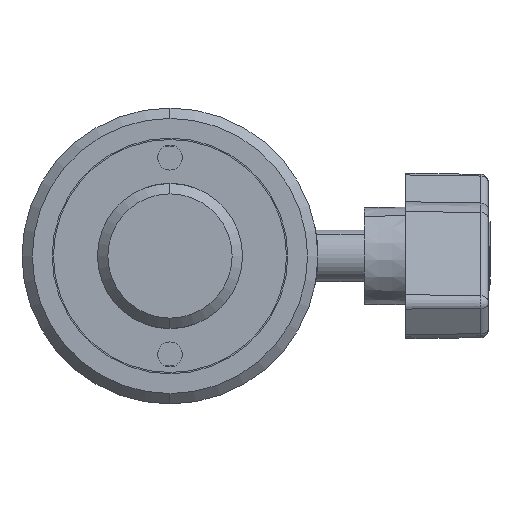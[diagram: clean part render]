
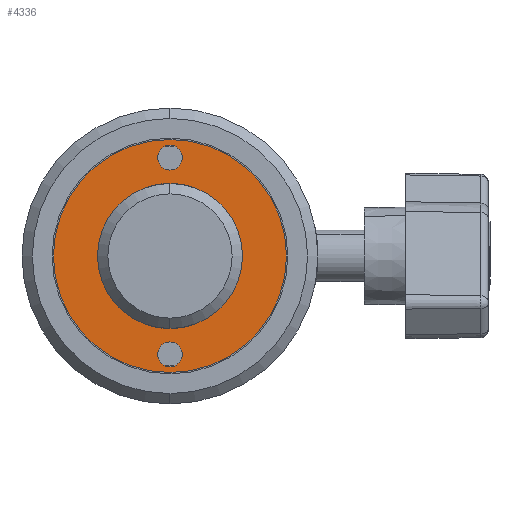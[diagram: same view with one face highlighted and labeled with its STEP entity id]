
A CAD part, front view. The second image highlights one B-rep face of the part: STEP entity #4336.
In plain terms, the highlighted planar face has unit normal (0, -1, 0).
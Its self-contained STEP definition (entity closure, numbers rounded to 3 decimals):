
#361 = ORIENTED_EDGE ( 'NONE', *, *, #8015, .T. ) ;
#766 = VERTEX_POINT ( 'NONE', #21154 ) ;
#1304 = FACE_OUTER_BOUND ( 'NONE', #9066, .T. ) ;
#1465 = AXIS2_PLACEMENT_3D ( 'NONE', #4617, #6199, #14634 ) ;
#1733 = VERTEX_POINT ( 'NONE', #1921 ) ;
#1778 = VERTEX_POINT ( 'NONE', #5089 ) ;
#1890 = CIRCLE ( 'NONE', #8344, 12.75 ) ;
#1921 = CARTESIAN_POINT ( 'NONE',  ( 0., 0., -22.5 ) ) ;
#2903 = DIRECTION ( 'NONE',  ( 0., 1., 0. ) ) ;
#3298 = AXIS2_PLACEMENT_3D ( 'NONE', #12830, #21337, #4643 ) ;
#4303 = CIRCLE ( 'NONE', #8315, 22.5 ) ;
#4336 = ADVANCED_FACE ( 'NONE', ( #5698, #8247, #1304, #16990 ), #6780, .T. ) ;
#4371 = CARTESIAN_POINT ( 'NONE',  ( 0., 0., 0. ) ) ;
#4416 = DIRECTION ( 'NONE',  ( 0., 0., 1. ) ) ;
#4559 = CARTESIAN_POINT ( 'NONE',  ( 0., 0., -12.75 ) ) ;
#4617 = CARTESIAN_POINT ( 'NONE',  ( 0., 0., 0. ) ) ;
#4643 = DIRECTION ( 'NONE',  ( 0., 0., 1. ) ) ;
#5075 = DIRECTION ( 'NONE',  ( 0., 0., -1. ) ) ;
#5089 = CARTESIAN_POINT ( 'NONE',  ( 0., 0., 12.75 ) ) ;
#5183 = CIRCLE ( 'NONE', #18232, 12.75 ) ;
#5194 = VERTEX_POINT ( 'NONE', #10346 ) ;
#5288 = CARTESIAN_POINT ( 'NONE',  ( 0., 0., 0. ) ) ;
#5463 = ORIENTED_EDGE ( 'NONE', *, *, #18906, .T. ) ;
#5698 = FACE_BOUND ( 'NONE', #9567, .T. ) ;
#6199 = DIRECTION ( 'NONE',  ( 0., -1., 0. ) ) ;
#6403 = DIRECTION ( 'NONE',  ( 0., 0., -1. ) ) ;
#6771 = CIRCLE ( 'NONE', #10561, 2.4 ) ;
#6780 = PLANE ( 'NONE',  #7266 ) ;
#7266 = AXIS2_PLACEMENT_3D ( 'NONE', #18302, #9894, #19877 ) ;
#8015 = EDGE_CURVE ( 'NONE', #15732, #1733, #4303, .T. ) ;
#8180 = DIRECTION ( 'NONE',  ( 0., 1., 0. ) ) ;
#8247 = FACE_BOUND ( 'NONE', #15930, .T. ) ;
#8315 = AXIS2_PLACEMENT_3D ( 'NONE', #4371, #8951, #10621 ) ;
#8344 = AXIS2_PLACEMENT_3D ( 'NONE', #12877, #21315, #6403 ) ;
#8513 = VERTEX_POINT ( 'NONE', #8997 ) ;
#8951 = DIRECTION ( 'NONE',  ( 0., -1., 0. ) ) ;
#8997 = CARTESIAN_POINT ( 'NONE',  ( 0., 0., -21.4 ) ) ;
#9066 = EDGE_LOOP ( 'NONE', ( #10769, #361 ) ) ;
#9567 = EDGE_LOOP ( 'NONE', ( #16576, #5463 ) ) ;
#9695 = CARTESIAN_POINT ( 'NONE',  ( 0., 0., 19. ) ) ;
#9701 = DIRECTION ( 'NONE',  ( 0., 1., 0. ) ) ;
#9894 = DIRECTION ( 'NONE',  ( 0., -1., 0. ) ) ;
#10346 = CARTESIAN_POINT ( 'NONE',  ( 0., 0., 21.4 ) ) ;
#10504 = CARTESIAN_POINT ( 'NONE',  ( 0., 0., 22.5 ) ) ;
#10561 = AXIS2_PLACEMENT_3D ( 'NONE', #10894, #2903, #4416 ) ;
#10621 = DIRECTION ( 'NONE',  ( 0., 0., -1. ) ) ;
#10632 = AXIS2_PLACEMENT_3D ( 'NONE', #9695, #8180, #19548 ) ;
#10769 = ORIENTED_EDGE ( 'NONE', *, *, #14393, .T. ) ;
#10867 = CIRCLE ( 'NONE', #10632, 2.4 ) ;
#10894 = CARTESIAN_POINT ( 'NONE',  ( 0., 0., -19. ) ) ;
#11091 = VERTEX_POINT ( 'NONE', #4559 ) ;
#11110 = ORIENTED_EDGE ( 'NONE', *, *, #19434, .F. ) ;
#11887 = EDGE_CURVE ( 'NONE', #5194, #16651, #15369, .T. ) ;
#12069 = EDGE_LOOP ( 'NONE', ( #11110, #18856 ) ) ;
#12425 = CIRCLE ( 'NONE', #1465, 22.5 ) ;
#12830 = CARTESIAN_POINT ( 'NONE',  ( 0., 0., -19. ) ) ;
#12877 = CARTESIAN_POINT ( 'NONE',  ( 0., 0., 0. ) ) ;
#13645 = CIRCLE ( 'NONE', #3298, 2.4 ) ;
#13646 = ORIENTED_EDGE ( 'NONE', *, *, #17514, .T. ) ;
#13902 = CARTESIAN_POINT ( 'NONE',  ( 0., 0., 16.6 ) ) ;
#14393 = EDGE_CURVE ( 'NONE', #1733, #15732, #12425, .T. ) ;
#14634 = DIRECTION ( 'NONE',  ( 0., 0., -1. ) ) ;
#14680 = CARTESIAN_POINT ( 'NONE',  ( 0., 0., 19. ) ) ;
#15210 = DIRECTION ( 'NONE',  ( 0., -1., 0. ) ) ;
#15369 = CIRCLE ( 'NONE', #18382, 2.4 ) ;
#15375 = EDGE_CURVE ( 'NONE', #8513, #766, #6771, .T. ) ;
#15467 = EDGE_CURVE ( 'NONE', #1778, #11091, #1890, .T. ) ;
#15732 = VERTEX_POINT ( 'NONE', #10504 ) ;
#15930 = EDGE_LOOP ( 'NONE', ( #13646, #17541 ) ) ;
#16576 = ORIENTED_EDGE ( 'NONE', *, *, #11887, .T. ) ;
#16651 = VERTEX_POINT ( 'NONE', #13902 ) ;
#16990 = FACE_BOUND ( 'NONE', #12069, .T. ) ;
#17514 = EDGE_CURVE ( 'NONE', #766, #8513, #13645, .T. ) ;
#17541 = ORIENTED_EDGE ( 'NONE', *, *, #15375, .T. ) ;
#18232 = AXIS2_PLACEMENT_3D ( 'NONE', #5288, #15210, #5075 ) ;
#18302 = CARTESIAN_POINT ( 'NONE',  ( 12.75, 0., 0. ) ) ;
#18382 = AXIS2_PLACEMENT_3D ( 'NONE', #14680, #9701, #19491 ) ;
#18856 = ORIENTED_EDGE ( 'NONE', *, *, #15467, .F. ) ;
#18906 = EDGE_CURVE ( 'NONE', #16651, #5194, #10867, .T. ) ;
#19434 = EDGE_CURVE ( 'NONE', #11091, #1778, #5183, .T. ) ;
#19491 = DIRECTION ( 'NONE',  ( 0., 0., 1. ) ) ;
#19548 = DIRECTION ( 'NONE',  ( 0., 0., 1. ) ) ;
#19877 = DIRECTION ( 'NONE',  ( 0., 0., -1. ) ) ;
#21154 = CARTESIAN_POINT ( 'NONE',  ( 0., 0., -16.6 ) ) ;
#21315 = DIRECTION ( 'NONE',  ( 0., -1., 0. ) ) ;
#21337 = DIRECTION ( 'NONE',  ( 0., 1., 0. ) ) ;
